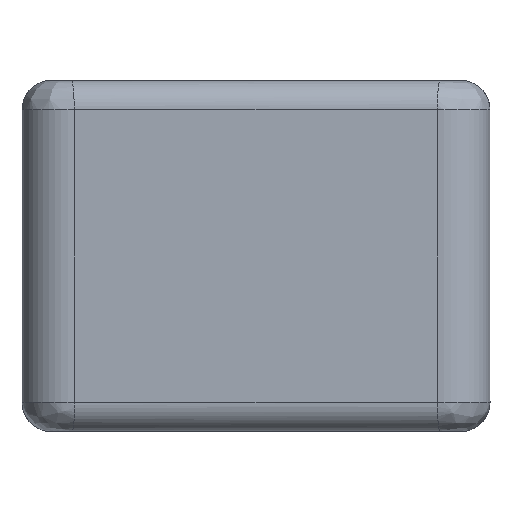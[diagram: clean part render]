
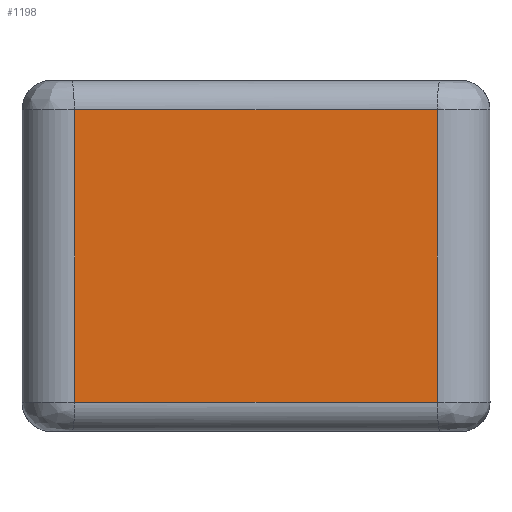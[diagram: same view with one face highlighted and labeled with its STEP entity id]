
A CAD part, left-side view. The second image highlights one B-rep face of the part: STEP entity #1198.
In plain terms, the highlighted planar face has unit normal (-1, 0, 0).
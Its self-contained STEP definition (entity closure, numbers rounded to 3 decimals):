
#172 = DIRECTION ( 'NONE',  ( 0., 1., 0. ) ) ;
#231 = VECTOR ( 'NONE', #1880, 1000. ) ;
#252 = EDGE_LOOP ( 'NONE', ( #1566, #1549, #300, #1926 ) ) ;
#300 = ORIENTED_EDGE ( 'NONE', *, *, #932, .T. ) ;
#419 = AXIS2_PLACEMENT_3D ( 'NONE', #1739, #445, #1576 ) ;
#445 = DIRECTION ( 'NONE',  ( -1., 0., 0. ) ) ;
#564 = VECTOR ( 'NONE', #172, 1000. ) ;
#576 = LINE ( 'NONE', #1766, #231 ) ;
#583 = PLANE ( 'NONE',  #419 ) ;
#601 = LINE ( 'NONE', #925, #1406 ) ;
#733 = LINE ( 'NONE', #1533, #993 ) ;
#773 = EDGE_CURVE ( 'NONE', #1761, #1141, #1235, .T. ) ;
#839 = EDGE_CURVE ( 'NONE', #1761, #1197, #601, .T. ) ;
#925 = CARTESIAN_POINT ( 'NONE',  ( -0.8, -0.31, 0.3 ) ) ;
#932 = EDGE_CURVE ( 'NONE', #1083, #1197, #733, .T. ) ;
#993 = VECTOR ( 'NONE', #1361, 1000. ) ;
#1039 = CARTESIAN_POINT ( 'NONE',  ( -0.8, -0.31, 0.55 ) ) ;
#1083 = VERTEX_POINT ( 'NONE', #1848 ) ;
#1141 = VERTEX_POINT ( 'NONE', #1293 ) ;
#1186 = EDGE_CURVE ( 'NONE', #1083, #1141, #576, .T. ) ;
#1197 = VERTEX_POINT ( 'NONE', #1470 ) ;
#1198 = ADVANCED_FACE ( 'NONE', ( #1918 ), #583, .T. ) ;
#1203 = DIRECTION ( 'NONE',  ( 0., 0., -1. ) ) ;
#1235 = LINE ( 'NONE', #1827, #564 ) ;
#1293 = CARTESIAN_POINT ( 'NONE',  ( -0.8, 0.31, 0.55 ) ) ;
#1361 = DIRECTION ( 'NONE',  ( 0., -1., 0. ) ) ;
#1406 = VECTOR ( 'NONE', #1203, 1000. ) ;
#1470 = CARTESIAN_POINT ( 'NONE',  ( -0.8, -0.31, 0.05 ) ) ;
#1533 = CARTESIAN_POINT ( 'NONE',  ( -0.8, 0., 0.05 ) ) ;
#1549 = ORIENTED_EDGE ( 'NONE', *, *, #1186, .F. ) ;
#1566 = ORIENTED_EDGE ( 'NONE', *, *, #773, .T. ) ;
#1576 = DIRECTION ( 'NONE',  ( 0., 0., 1. ) ) ;
#1739 = CARTESIAN_POINT ( 'NONE',  ( -0.8, 0.31, 0. ) ) ;
#1761 = VERTEX_POINT ( 'NONE', #1039 ) ;
#1766 = CARTESIAN_POINT ( 'NONE',  ( -0.8, 0.31, 0.3 ) ) ;
#1827 = CARTESIAN_POINT ( 'NONE',  ( -0.8, 0., 0.55 ) ) ;
#1848 = CARTESIAN_POINT ( 'NONE',  ( -0.8, 0.31, 0.05 ) ) ;
#1880 = DIRECTION ( 'NONE',  ( 0., 0., 1. ) ) ;
#1918 = FACE_OUTER_BOUND ( 'NONE', #252, .T. ) ;
#1926 = ORIENTED_EDGE ( 'NONE', *, *, #839, .F. ) ;
